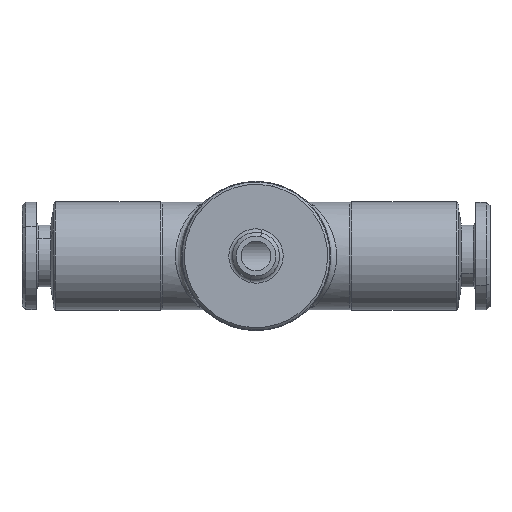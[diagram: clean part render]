
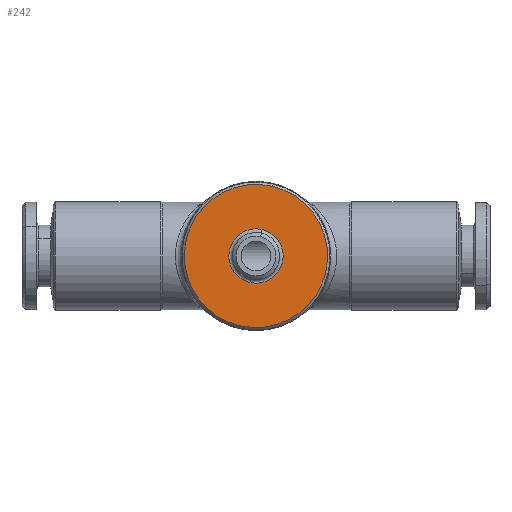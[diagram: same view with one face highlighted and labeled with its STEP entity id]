
A CAD part, front view. The second image highlights one B-rep face of the part: STEP entity #242.
In plain terms, the highlighted planar face has unit normal (0, -1, 0).
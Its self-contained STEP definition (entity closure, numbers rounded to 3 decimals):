
#240 = ORIENTED_EDGE ( 'NONE', *, *, #2744, .F. ) ;
#242 = ADVANCED_FACE ( 'NONE', ( #1108, #1179 ), #1107, .T. ) ;
#243 = ORIENTED_EDGE ( 'NONE', *, *, #302, .T. ) ;
#293 = ORIENTED_EDGE ( 'NONE', *, *, #2944, .T. ) ;
#296 = EDGE_LOOP ( 'NONE', ( #240, #300 ) ) ;
#300 = ORIENTED_EDGE ( 'NONE', *, *, #2931, .F. ) ;
#302 = EDGE_CURVE ( 'NONE', #2946, #2945, #1446, .T. ) ;
#1107 = PLANE ( 'NONE',  #1130 ) ;
#1108 = FACE_OUTER_BOUND ( 'NONE', #2745, .T. ) ;
#1110 = CARTESIAN_POINT ( 'NONE',  ( -5.845, -9.5, 1.356 ) ) ;
#1130 = AXIS2_PLACEMENT_3D ( 'NONE', #1110, #1178, #1182 ) ;
#1178 = DIRECTION ( 'NONE',  ( 0., -1., 0. ) ) ;
#1179 = FACE_BOUND ( 'NONE', #296, .T. ) ;
#1182 = DIRECTION ( 'NONE',  ( 0.226, 0., 0.974 ) ) ;
#1406 = CARTESIAN_POINT ( 'NONE',  ( 0., -9.5, 0. ) ) ;
#1443 = DIRECTION ( 'NONE',  ( 0.226, 0., 0.974 ) ) ;
#1444 = DIRECTION ( 'NONE',  ( 0., -1., 0. ) ) ;
#1445 = AXIS2_PLACEMENT_3D ( 'NONE', #1406, #1444, #1443 ) ;
#1446 = CIRCLE ( 'NONE', #1445, 6. ) ;
#2156 = DIRECTION ( 'NONE',  ( 0.226, 0., 0.974 ) ) ;
#2157 = DIRECTION ( 'NONE',  ( 0., -1., 0. ) ) ;
#2158 = AXIS2_PLACEMENT_3D ( 'NONE', #2187, #2157, #2156 ) ;
#2159 = CIRCLE ( 'NONE', #2158, 2.275 ) ;
#2187 = CARTESIAN_POINT ( 'NONE',  ( 0., -9.5, 0. ) ) ;
#2428 = DIRECTION ( 'NONE',  ( 0., -1., 0. ) ) ;
#2429 = CARTESIAN_POINT ( 'NONE',  ( 0., -9.5, 0. ) ) ;
#2430 = AXIS2_PLACEMENT_3D ( 'NONE', #2429, #2428, #2450 ) ;
#2431 = CIRCLE ( 'NONE', #2430, 2.275 ) ;
#2432 = CARTESIAN_POINT ( 'NONE',  ( -0.514, -9.5, -2.216 ) ) ;
#2449 = CARTESIAN_POINT ( 'NONE',  ( 0.514, -9.5, 2.216 ) ) ;
#2450 = DIRECTION ( 'NONE',  ( 0.226, 0., 0.974 ) ) ;
#2484 = CARTESIAN_POINT ( 'NONE',  ( -1.356, -9.5, -5.845 ) ) ;
#2485 = CARTESIAN_POINT ( 'NONE',  ( 1.356, -9.5, 5.845 ) ) ;
#2486 = DIRECTION ( 'NONE',  ( 0.226, 0., 0.974 ) ) ;
#2487 = DIRECTION ( 'NONE',  ( 0., -1., 0. ) ) ;
#2488 = CARTESIAN_POINT ( 'NONE',  ( 0., -9.5, 0. ) ) ;
#2489 = AXIS2_PLACEMENT_3D ( 'NONE', #2488, #2487, #2486 ) ;
#2493 = CIRCLE ( 'NONE', #2489, 6. ) ;
#2744 = EDGE_CURVE ( 'NONE', #2932, #2929, #2159, .T. ) ;
#2745 = EDGE_LOOP ( 'NONE', ( #243, #293 ) ) ;
#2929 = VERTEX_POINT ( 'NONE', #2432 ) ;
#2931 = EDGE_CURVE ( 'NONE', #2929, #2932, #2431, .T. ) ;
#2932 = VERTEX_POINT ( 'NONE', #2449 ) ;
#2944 = EDGE_CURVE ( 'NONE', #2945, #2946, #2493, .T. ) ;
#2945 = VERTEX_POINT ( 'NONE', #2485 ) ;
#2946 = VERTEX_POINT ( 'NONE', #2484 ) ;
